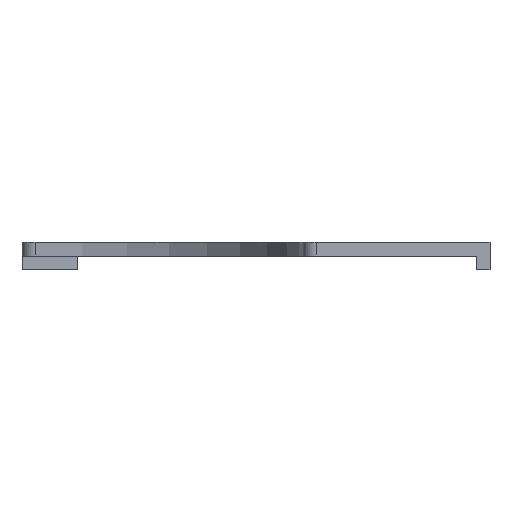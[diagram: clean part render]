
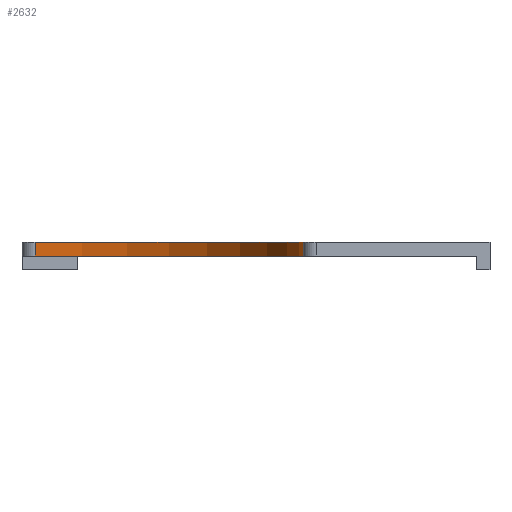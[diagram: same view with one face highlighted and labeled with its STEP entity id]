
A CAD part, front view. The second image highlights one B-rep face of the part: STEP entity #2632.
In plain terms, the highlighted cylindrical face has radius 123.5 mm (diameter 247 mm), a partial arc.
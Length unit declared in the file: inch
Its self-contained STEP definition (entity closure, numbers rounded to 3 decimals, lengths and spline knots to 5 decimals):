
#274=FACE_OUTER_BOUND('',#457,.T.);
#457=EDGE_LOOP('',(#2306,#2307,#2308,#2309));
#534=CIRCLE('',#2716,4.8622);
#643=CIRCLE('',#2899,4.8622);
#881=LINE('',#6902,#1031);
#882=LINE('',#6906,#1032);
#1031=VECTOR('',#3539,0.3937);
#1032=VECTOR('',#3544,0.3937);
#1151=VERTEX_POINT('',#5755);
#1152=VERTEX_POINT('',#5757);
#1281=VERTEX_POINT('',#6900);
#1282=VERTEX_POINT('',#6904);
#1441=EDGE_CURVE('',#1151,#1152,#534,.T.);
#1649=EDGE_CURVE('',#1281,#1152,#881,.T.);
#1650=EDGE_CURVE('',#1281,#1282,#643,.T.);
#1651=EDGE_CURVE('',#1282,#1151,#882,.T.);
#2306=ORIENTED_EDGE('',*,*,#1650,.F.);
#2307=ORIENTED_EDGE('',*,*,#1649,.T.);
#2308=ORIENTED_EDGE('',*,*,#1441,.F.);
#2309=ORIENTED_EDGE('',*,*,#1651,.F.);
#2507=CYLINDRICAL_SURFACE('',#2898,4.8622);
#2632=ADVANCED_FACE('',(#274),#2507,.F.);
#2716=AXIS2_PLACEMENT_3D('',#5758,#3084,#3085);
#2898=AXIS2_PLACEMENT_3D('',#6903,#3540,#3541);
#2899=AXIS2_PLACEMENT_3D('',#6905,#3542,#3543);
#3084=DIRECTION('center_axis',(0.,0.,1.));
#3085=DIRECTION('ref_axis',(0.,1.,0.));
#3539=DIRECTION('',(0.,0.,-1.));
#3540=DIRECTION('center_axis',(0.,0.,-1.));
#3541=DIRECTION('ref_axis',(0.,1.,0.));
#3542=DIRECTION('center_axis',(0.,0.,-1.));
#3543=DIRECTION('ref_axis',(0.,1.,0.));
#3544=DIRECTION('',(0.,0.,-1.));
#5755=CARTESIAN_POINT('',(4.8622,0.,-0.70079));
#5757=CARTESIAN_POINT('',(0.,4.8622,-0.70079));
#5758=CARTESIAN_POINT('Origin',(0.,0.,-0.70079));
#6900=CARTESIAN_POINT('',(0.,4.8622,-0.45079));
#6902=CARTESIAN_POINT('',(0.,4.8622,-0.45079));
#6903=CARTESIAN_POINT('Origin',(0.,0.,-0.45079));
#6904=CARTESIAN_POINT('',(4.8622,0.,-0.45079));
#6905=CARTESIAN_POINT('Origin',(0.,0.,-0.45079));
#6906=CARTESIAN_POINT('',(4.8622,0.,-0.45079));
